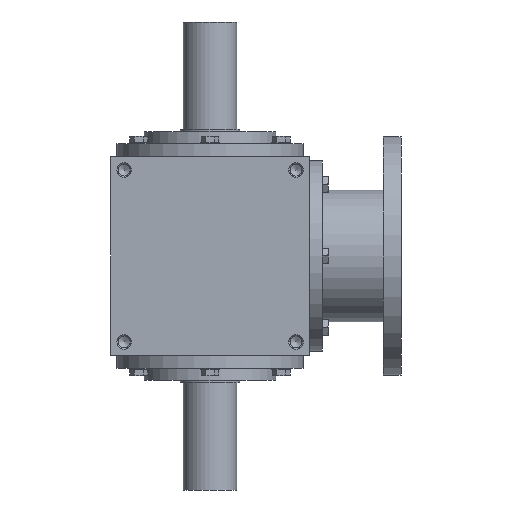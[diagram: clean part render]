
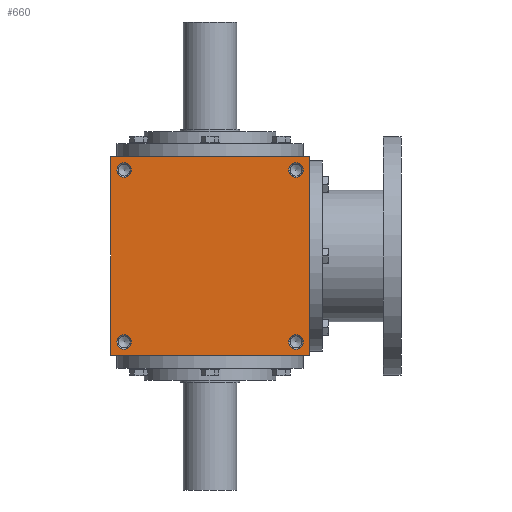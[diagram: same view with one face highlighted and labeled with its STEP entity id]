
A CAD part, front view. The second image highlights one B-rep face of the part: STEP entity #660.
In plain terms, the highlighted planar face has unit normal (0, -1, 0).
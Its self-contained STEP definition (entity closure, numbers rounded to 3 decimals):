
#660 = ADVANCED_FACE( '', ( #1325, #1326, #1327, #1328, #1329 ), #1330, .F. );
#1325 = FACE_BOUND( '', #2056, .T. );
#1326 = FACE_BOUND( '', #2057, .T. );
#1327 = FACE_BOUND( '', #2058, .T. );
#1328 = FACE_BOUND( '', #2059, .T. );
#1329 = FACE_OUTER_BOUND( '', #2060, .T. );
#1330 = PLANE( '', #2061 );
#2056 = EDGE_LOOP( '', ( #3142 ) );
#2057 = EDGE_LOOP( '', ( #3143 ) );
#2058 = EDGE_LOOP( '', ( #3144 ) );
#2059 = EDGE_LOOP( '', ( #3145 ) );
#2060 = EDGE_LOOP( '', ( #3146, #3147, #3148, #3149 ) );
#2061 = AXIS2_PLACEMENT_3D( '', #3150, #3151, #3152 );
#3142 = ORIENTED_EDGE( '', *, *, #3890, .T. );
#3143 = ORIENTED_EDGE( '', *, *, #4108, .T. );
#3144 = ORIENTED_EDGE( '', *, *, #4109, .F. );
#3145 = ORIENTED_EDGE( '', *, *, #4052, .F. );
#3146 = ORIENTED_EDGE( '', *, *, #3819, .T. );
#3147 = ORIENTED_EDGE( '', *, *, #3906, .F. );
#3148 = ORIENTED_EDGE( '', *, *, #3945, .F. );
#3149 = ORIENTED_EDGE( '', *, *, #4110, .T. );
#3150 = CARTESIAN_POINT( '', ( -83., -83., 83. ) );
#3151 = DIRECTION( '', ( 0., 1., 0. ) );
#3152 = DIRECTION( '', ( 0., 0., 1. ) );
#3819 = EDGE_CURVE( '', #4374, #4378, #4380, .T. );
#3890 = EDGE_CURVE( '', #4497, #4497, #4498, .T. );
#3906 = EDGE_CURVE( '', #4523, #4378, #4525, .T. );
#3945 = EDGE_CURVE( '', #4585, #4523, #4587, .T. );
#4052 = EDGE_CURVE( '', #4742, #4742, #4743, .T. );
#4108 = EDGE_CURVE( '', #4813, #4813, #4814, .T. );
#4109 = EDGE_CURVE( '', #4815, #4815, #4816, .T. );
#4110 = EDGE_CURVE( '', #4585, #4374, #4817, .T. );
#4374 = VERTEX_POINT( '', #5116 );
#4378 = VERTEX_POINT( '', #5122 );
#4380 = LINE( '', #5125, #5126 );
#4497 = VERTEX_POINT( '', #5260 );
#4498 = CIRCLE( '', #5261, 6. );
#4523 = VERTEX_POINT( '', #5289 );
#4525 = LINE( '', #5292, #5293 );
#4585 = VERTEX_POINT( '', #5379 );
#4587 = LINE( '', #5382, #5383 );
#4742 = VERTEX_POINT( '', #5665 );
#4743 = CIRCLE( '', #5666, 6. );
#4813 = VERTEX_POINT( '', #5781 );
#4814 = CIRCLE( '', #5782, 6. );
#4815 = VERTEX_POINT( '', #5783 );
#4816 = CIRCLE( '', #5784, 6. );
#4817 = LINE( '', #5785, #5786 );
#5116 = CARTESIAN_POINT( '', ( -83., -83., -83. ) );
#5122 = CARTESIAN_POINT( '', ( 83., -83., -83. ) );
#5125 = CARTESIAN_POINT( '', ( -83., -83., -83. ) );
#5126 = VECTOR( '', #6132, 1000. );
#5260 = CARTESIAN_POINT( '', ( -72., -83., -66. ) );
#5261 = AXIS2_PLACEMENT_3D( '', #6260, #6261, #6262 );
#5289 = CARTESIAN_POINT( '', ( 83., -83., 83. ) );
#5292 = CARTESIAN_POINT( '', ( 83., -83., 83. ) );
#5293 = VECTOR( '', #6291, 1000. );
#5379 = CARTESIAN_POINT( '', ( -83., -83., 83. ) );
#5382 = CARTESIAN_POINT( '', ( -83., -83., 83. ) );
#5383 = VECTOR( '', #6352, 1000. );
#5665 = CARTESIAN_POINT( '', ( 72., -83., 66. ) );
#5666 = AXIS2_PLACEMENT_3D( '', #6525, #6526, #6527 );
#5781 = CARTESIAN_POINT( '', ( -72., -83., 78. ) );
#5782 = AXIS2_PLACEMENT_3D( '', #6591, #6592, #6593 );
#5783 = CARTESIAN_POINT( '', ( 72., -83., -78. ) );
#5784 = AXIS2_PLACEMENT_3D( '', #6594, #6595, #6596 );
#5785 = CARTESIAN_POINT( '', ( -83., -83., 83. ) );
#5786 = VECTOR( '', #6597, 1000. );
#6132 = DIRECTION( '', ( 1., 0., 0. ) );
#6260 = CARTESIAN_POINT( '', ( -72., -83., -72. ) );
#6261 = DIRECTION( '', ( 0., 1., 0. ) );
#6262 = DIRECTION( '', ( 0., 0., 1. ) );
#6291 = DIRECTION( '', ( 0., 0., -1. ) );
#6352 = DIRECTION( '', ( 1., 0., 0. ) );
#6525 = CARTESIAN_POINT( '', ( 72., -83., 72. ) );
#6526 = DIRECTION( '', ( 0., -1., 0. ) );
#6527 = DIRECTION( '', ( 0., 0., -1. ) );
#6591 = CARTESIAN_POINT( '', ( -72., -83., 72. ) );
#6592 = DIRECTION( '', ( 0., 1., 0. ) );
#6593 = DIRECTION( '', ( 0., 0., 1. ) );
#6594 = CARTESIAN_POINT( '', ( 72., -83., -72. ) );
#6595 = DIRECTION( '', ( 0., -1., 0. ) );
#6596 = DIRECTION( '', ( 0., 0., -1. ) );
#6597 = DIRECTION( '', ( 0., 0., -1. ) );
